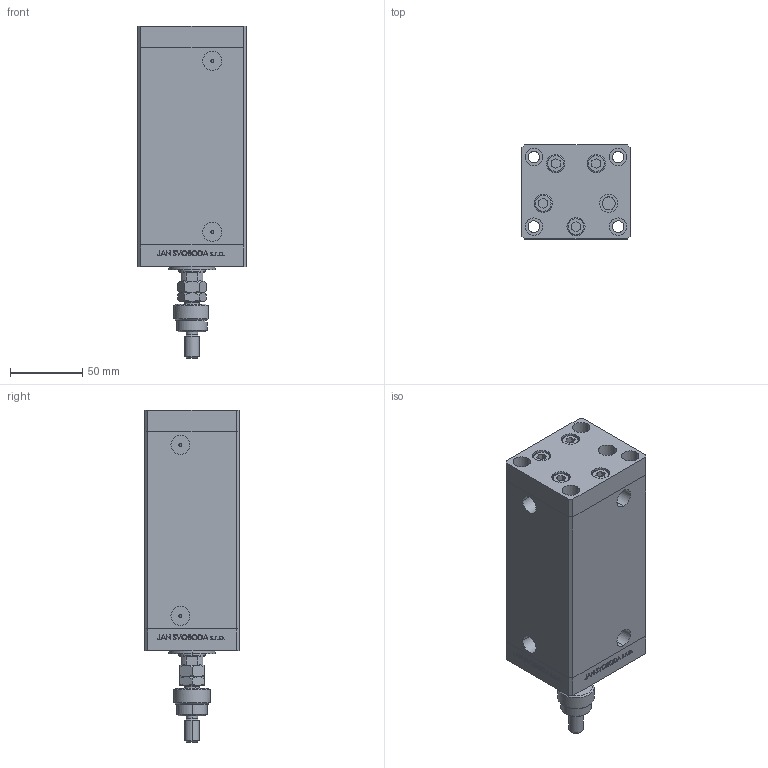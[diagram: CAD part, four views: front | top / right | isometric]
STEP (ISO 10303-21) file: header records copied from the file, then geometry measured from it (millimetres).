
FILE_DESCRIPTION (( 'STEP AP203' ), '1' );
FILE_NAME ('5cf5.STEP', '2022-04-15T04:40:53', ( '' ), ( '' ), 'SwSTEP 2.0', 'SolidWorks 2019', '' );
FILE_SCHEMA (( 'CONFIG_CONTROL_DESIGN' ));
Length unit declared in the file: millimetre
Products named in the file (9): V220C_C MIDDLE 08a09acf51f3d5d4399072c68c5e7987; 5cf5; V220C FRONT 08a09acf51f3d5d4399072c68c5e7987; ALLEN BOLT 08a09acf51f3d5d4399072c68c5e7987; V220C_VC_C 08a09acf51f3d5d4399072c68c5e7987; MFA 08a09acf51f3d5d4399072c68c5e7987; FEMALE_PART_FOR_DFA 08a09acf51f3d5d4399072c68c5e7987; V220C BACK_C 08a09acf51f3d5d4399072c68c5e7987; DFA 08a09acf51f3d5d4399072c68c5e7987
Assembly tree (16 placements, depth 3):
  5cf5
    ALLEN BOLT 08a09acf51f3d5d4399072c68c5e7987  x9
    V220C_C MIDDLE 08a09acf51f3d5d4399072c68c5e7987
    V220C FRONT 08a09acf51f3d5d4399072c68c5e7987
    V220C_VC_C 08a09acf51f3d5d4399072c68c5e7987
    V220C BACK_C 08a09acf51f3d5d4399072c68c5e7987
    DFA 08a09acf51f3d5d4399072c68c5e7987
      FEMALE_PART_FOR_DFA 08a09acf51f3d5d4399072c68c5e7987
      MFA 08a09acf51f3d5d4399072c68c5e7987
Bounding box: 75 x 65 x 229 mm (x, y, z)
Volume: 688682.5 mm3; surface area: 149166.7 mm2
Topology: 15 solids, 15 shells, 1264 faces, 3105 edges, 2023 vertices
Faces by surface type: plane 570, bspline 380, cylinder 188, cone 82, torus 44
Entity records: 52494 total; most frequent: CARTESIAN_POINT 27480, ORIENTED_EDGE 5470, DIRECTION 3733, EDGE_CURVE 2735, VERTEX_POINT 1799, VECTOR 1533, LINE 1533, EDGE_LOOP 1282
